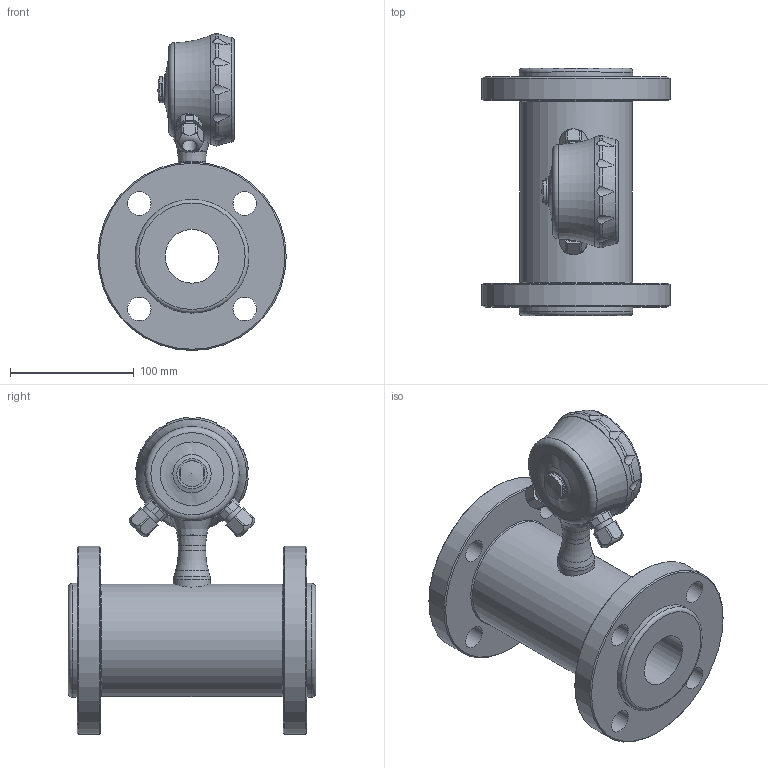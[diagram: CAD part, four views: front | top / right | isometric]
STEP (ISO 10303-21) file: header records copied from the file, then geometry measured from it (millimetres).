
FILE_DESCRIPTION( ( 'Unknown' ), '1' );
FILE_NAME( 'PF75S5xxxxxxx03xxIBxx3Ax00xx.stp', 'Unknown', ( 'Unknown' ), ( 'Unknown' ), 'PSStep 19.0.9', 'Unknown', ' ' );
FILE_SCHEMA( ( 'AUTOMOTIVE_DESIGN { 1 0 10303 214 1 1 1 1 }' ) );
Length unit declared in the file: millimetre
Products named in the file (1): Unterteil_PF75S_ANSI150_DN50
Bounding box: 152.4 x 200 x 256.4 mm (x, y, z)
Volume: 1727115.7 mm3; surface area: 193204.8 mm2
Topology: 1 solids, 16 shells, 509 faces, 1365 edges, 904 vertices
Faces by surface type: plane 256, cylinder 150, torus 39, cone 33, bspline 21, sphere 4, revolution 4, extrusion 2
Full cylindrical faces by diameter (mm): 3 x1, 3.459 x2, 12 x2, 16 x4, 16.691 x2, 19.1 x8, 20.8 x1, 21 x1, 22 x1, 23.5 x1, 30 x1, 43.5 x1, 81.2 x1, 83.7 x1, 88 x1, 91 x1, 92 x2, 152.4 x2
Entity records: 22961 total; most frequent: CARTESIAN_POINT 6925, ORIENTED_EDGE 2492, DIRECTION 2338, EDGE_CURVE 1246, AXIS2_PLACEMENT_3D 874, VERTEX_POINT 858, EDGE_LOOP 631, VECTOR 586
